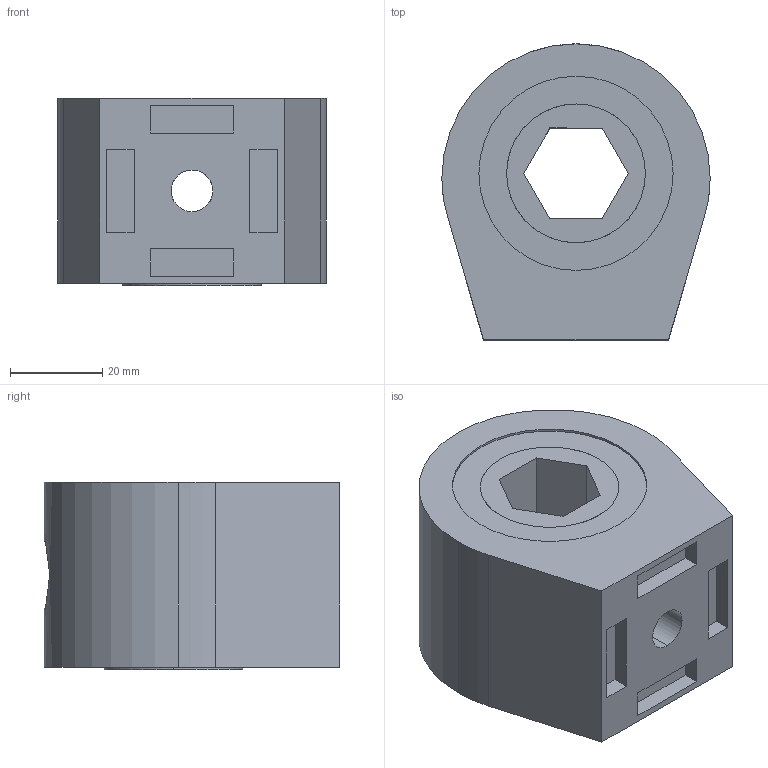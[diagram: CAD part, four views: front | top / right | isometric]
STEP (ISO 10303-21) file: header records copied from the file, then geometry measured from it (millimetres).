
FILE_DESCRIPTION (( 'STEP AP214' ), '1' );
FILE_NAME ('B165 Ïëàñòèêîâûé øàðíèð 40õ40 ñ îñüþ, òèï À.STEP', '2026-02-18T19:41:05', ( '' ), ( '' ), 'SwSTEP 2.0', 'SolidWorks 2026', '' );
FILE_SCHEMA (( 'AUTOMOTIVE_DESIGN' ));
Length unit declared in the file: millimetre
Products named in the file (3): B165 Цилиндр_00; B165 Пластиковый шарнир 40х40 с осью, тип А; B165 Пластиковая часть_00
Assembly tree (2 placements, depth 2):
  B165 Пластиковый шарнир 40х40 с осью, тип А
    B165 Пластиковая часть_00
    B165 Цилиндр_00
Bounding box: 58 x 64 x 40.5 mm (x, y, z)
Volume: 101880.1 mm3; surface area: 25087.1 mm2
Topology: 2 solids, 2 shells, 60 faces, 156 edges, 104 vertices
Faces by surface type: plane 43, cylinder 17
Entity records: 2182 total; most frequent: CARTESIAN_POINT 607, ORIENTED_EDGE 312, DIRECTION 304, EDGE_CURVE 156, VERTEX_POINT 104, VECTOR 102, LINE 102, AXIS2_PLACEMENT_3D 101
